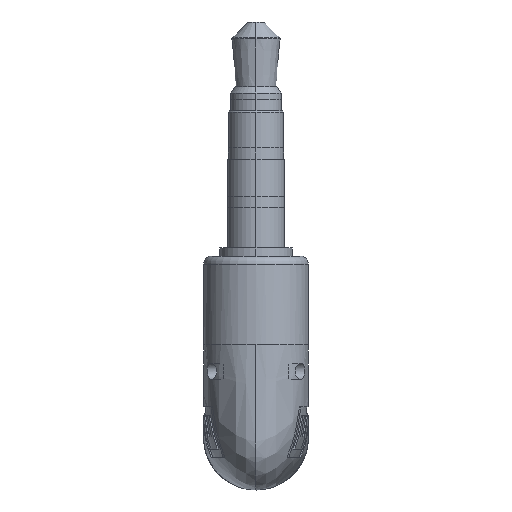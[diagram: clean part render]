
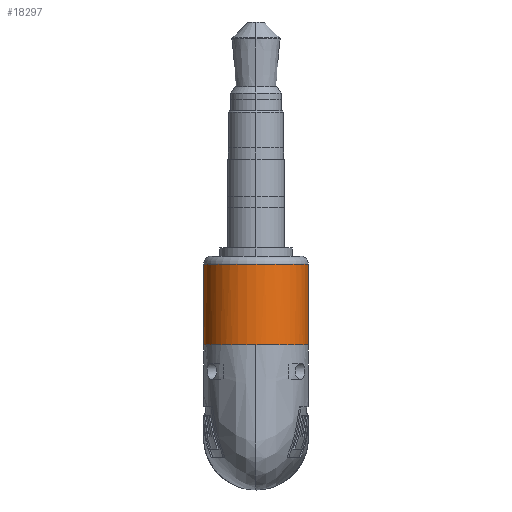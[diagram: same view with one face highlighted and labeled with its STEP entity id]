
A CAD part, left-side view. The second image highlights one B-rep face of the part: STEP entity #18297.
In plain terms, the highlighted cylindrical face has radius 3.25 mm (diameter 6.5 mm), a partial arc.
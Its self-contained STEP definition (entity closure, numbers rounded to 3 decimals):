
#259 = CARTESIAN_POINT ( 'NONE',  ( -3.25, 0.425, 8. ) ) ;
#1178 = ORIENTED_EDGE ( 'NONE', *, *, #26266, .F. ) ;
#1909 = CARTESIAN_POINT ( 'NONE',  ( -0.425, 3.25, 8. ) ) ;
#1962 = CARTESIAN_POINT ( 'NONE',  ( -3.25, 0., 8. ) ) ;
#2111 = ORIENTED_EDGE ( 'NONE', *, *, #22690, .F. ) ;
#2113 = CARTESIAN_POINT ( 'NONE',  ( 3.25, 0., 3. ) ) ;
#2187 = CARTESIAN_POINT ( 'NONE',  ( -2.358, 2.358, 8. ) ) ;
#3146 = DIRECTION ( 'NONE',  ( 0., 0., 1. ) ) ;
#3170 = ORIENTED_EDGE ( 'NONE', *, *, #22080, .T. ) ;
#3793 = AXIS2_PLACEMENT_3D ( 'NONE', #15556, #3146, #22069 ) ;
#4037 = ORIENTED_EDGE ( 'NONE', *, *, #22400, .F. ) ;
#4793 = ORIENTED_EDGE ( 'NONE', *, *, #18496, .T. ) ;
#4850 = CARTESIAN_POINT ( 'NONE',  ( 3.25, 0., 8. ) ) ;
#5615 = DIRECTION ( 'NONE',  ( 0., 0., -1. ) ) ;
#5842 = CARTESIAN_POINT ( 'NONE',  ( 3.25, 0.425, 8. ) ) ;
#6644 = CARTESIAN_POINT ( 'NONE',  ( -3.25, 0., 8. ) ) ;
#6701 = VERTEX_POINT ( 'NONE', #25832 ) ;
#6830 = VECTOR ( 'NONE', #5615, 1000. ) ;
#7998 = B_SPLINE_CURVE_WITH_KNOTS ( 'NONE', 3,
 ( #18653, #5842, #10769, #25225, #18843, #8489, #14623 ),
 .UNSPECIFIED., .F., .F.,
 ( 4, 1, 1, 1, 4 ),
 ( 0.75, 0.813, 0.875, 0.938, 1. ),
 .UNSPECIFIED. ) ;
#8489 = CARTESIAN_POINT ( 'NONE',  ( 0.425, 3.25, 8. ) ) ;
#8738 = VERTEX_POINT ( 'NONE', #6644 ) ;
#9107 = CYLINDRICAL_SURFACE ( 'NONE', #16673, 3.25 ) ;
#9779 = VERTEX_POINT ( 'NONE', #4850 ) ;
#10769 = CARTESIAN_POINT ( 'NONE',  ( 3.081, 1.276, 8. ) ) ;
#14623 = CARTESIAN_POINT ( 'NONE',  ( 0., 3.25, 8. ) ) ;
#15315 = DIRECTION ( 'NONE',  ( -1., 0., 0. ) ) ;
#15556 = CARTESIAN_POINT ( 'NONE',  ( 0., 0., 3. ) ) ;
#15644 = LINE ( 'NONE', #22017, #6830 ) ;
#16341 = CARTESIAN_POINT ( 'NONE',  ( 0., 3.25, 8. ) ) ;
#16673 = AXIS2_PLACEMENT_3D ( 'NONE', #21553, #21650, #15315 ) ;
#16978 = FACE_OUTER_BOUND ( 'NONE', #26347, .T. ) ;
#17086 = CARTESIAN_POINT ( 'NONE',  ( -3.25, 0., 8. ) ) ;
#18297 = ADVANCED_FACE ( 'NONE', ( #16978 ), #9107, .T. ) ;
#18496 = EDGE_CURVE ( 'NONE', #9779, #27066, #15644, .T. ) ;
#18497 = CIRCLE ( 'NONE', #3793, 3.25 ) ;
#18653 = CARTESIAN_POINT ( 'NONE',  ( 3.25, 0., 8. ) ) ;
#18843 = CARTESIAN_POINT ( 'NONE',  ( 1.276, 3.081, 8. ) ) ;
#19481 = VECTOR ( 'NONE', #26745, 1000. ) ;
#20137 = LINE ( 'NONE', #1962, #19481 ) ;
#20787 = VERTEX_POINT ( 'NONE', #24256 ) ;
#20916 = CARTESIAN_POINT ( 'NONE',  ( -3.081, 1.276, 8. ) ) ;
#21068 = B_SPLINE_CURVE_WITH_KNOTS ( 'NONE', 3,
 ( #16341, #1909, #21104, #2187, #20916, #259, #17086 ),
 .UNSPECIFIED., .F., .F.,
 ( 4, 1, 1, 1, 4 ),
 ( 0., 0.063, 0.125, 0.187, 0.25 ),
 .UNSPECIFIED. ) ;
#21104 = CARTESIAN_POINT ( 'NONE',  ( -1.276, 3.081, 8. ) ) ;
#21553 = CARTESIAN_POINT ( 'NONE',  ( 0., 0., 8. ) ) ;
#21650 = DIRECTION ( 'NONE',  ( 0., 0., -1. ) ) ;
#22017 = CARTESIAN_POINT ( 'NONE',  ( 3.25, 0., 8. ) ) ;
#22069 = DIRECTION ( 'NONE',  ( 1., 0., 0. ) ) ;
#22080 = EDGE_CURVE ( 'NONE', #27066, #20787, #18497, .T. ) ;
#22400 = EDGE_CURVE ( 'NONE', #9779, #6701, #7998, .T. ) ;
#22690 = EDGE_CURVE ( 'NONE', #8738, #20787, #20137, .T. ) ;
#24256 = CARTESIAN_POINT ( 'NONE',  ( -3.25, 0., 3. ) ) ;
#25225 = CARTESIAN_POINT ( 'NONE',  ( 2.358, 2.358, 8. ) ) ;
#25832 = CARTESIAN_POINT ( 'NONE',  ( 0., 3.25, 8. ) ) ;
#26266 = EDGE_CURVE ( 'NONE', #6701, #8738, #21068, .T. ) ;
#26347 = EDGE_LOOP ( 'NONE', ( #4037, #4793, #3170, #2111, #1178 ) ) ;
#26745 = DIRECTION ( 'NONE',  ( 0., 0., -1. ) ) ;
#27066 = VERTEX_POINT ( 'NONE', #2113 ) ;
